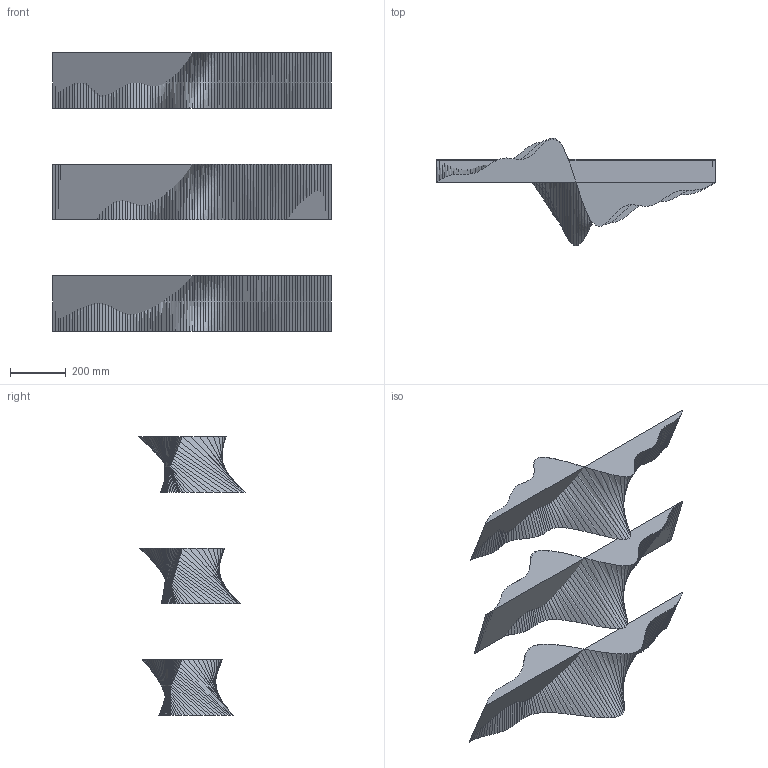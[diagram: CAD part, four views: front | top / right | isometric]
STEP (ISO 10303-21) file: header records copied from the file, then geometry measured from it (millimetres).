
FILE_DESCRIPTION(('Open CASCADE Model'),'2;1');
FILE_NAME('Open CASCADE Shape Model','2024-05-26T01:47:44',('Author'),( 'Open CASCADE'),'Open CASCADE STEP processor 7.7','Open CASCADE 7.7' ,'Unknown');
FILE_SCHEMA(('AUTOMOTIVE_DESIGN { 1 0 10303 214 1 1 1 1 }'));
Length unit declared in the file: millimetre
Products named in the file (4): Open CASCADE STEP translator 7.7 108; Open CASCADE STEP translator 7.7 108.1; Open CASCADE STEP translator 7.7 108.2; Open CASCADE STEP translator 7.7 108.3
Assembly tree (3 placements, depth 2):
  Open CASCADE STEP translator 7.7 108
    Open CASCADE STEP translator 7.7 108.1
    Open CASCADE STEP translator 7.7 108.2
    Open CASCADE STEP translator 7.7 108.3
Bounding box: 1000 x 386.37 x 1000 mm (x, y, z)
Volume: 22000000 mm3; surface area: 1867329.1 mm2
Topology: 3 solids, 3 shells, 314 faces, 916 edges, 608 vertices
Faces by surface type: bspline 300, plane 14
Entity records: 21331 total; most frequent: CARTESIAN_POINT 5155, DIRECTION 2144, LINE 2118, VECTOR 2118, ORIENTED_EDGE 1818, PCURVE 1818, DEFINITIONAL_REPRESENTATION 1818, EDGE_CURVE 909
